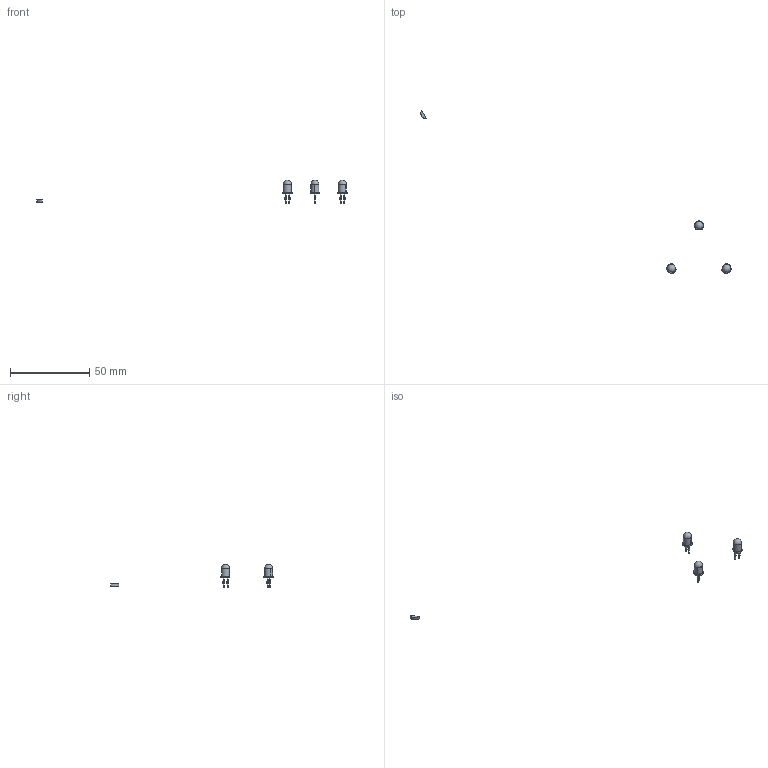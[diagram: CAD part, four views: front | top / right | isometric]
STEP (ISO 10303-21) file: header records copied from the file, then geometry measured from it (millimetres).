
FILE_DESCRIPTION(('FreeCAD Model'),'2;1');
FILE_NAME('MAP4.step', '2016-05-29T01:04:07',('Author'),(''), 'Open CASCADE STEP processor 6.8','FreeCAD','Unknown');
FILE_SCHEMA(('AUTOMOTIVE_DESIGN_CC2 { 1 2 10303 214 -1 1 5 4 }'));
Length unit declared in the file: millimetre
Products named in the file (5): ASSEMBLY; Pcb; LED_5mm_; LED_5mm_001; LED_5mm_002
Assembly tree (4 placements, depth 2):
  ASSEMBLY
    Pcb
    LED_5mm_
    LED_5mm_001
    LED_5mm_002
Bounding box: 195.2 x 102.41 x 14.78 mm (x, y, z)
Volume: 504 mm3; surface area: 644.1 mm2
Topology: 4 solids, 4 shells, 265 faces, 660 edges, 400 vertices
Faces by surface type: plane 252, cylinder 7, sphere 6
Entity records: 19867 total; most frequent: CARTESIAN_POINT 4795, DIRECTION 2424, LINE 1799, VECTOR 1799, ORIENTED_EDGE 1302, PCURVE 1302, DEFINITIONAL_REPRESENTATION 1302, EDGE_CURVE 651
